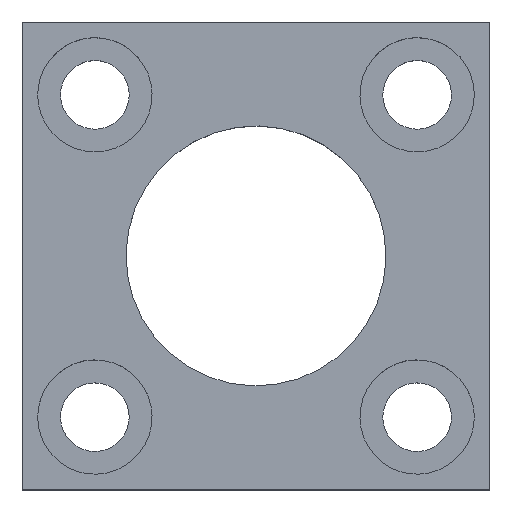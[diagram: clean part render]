
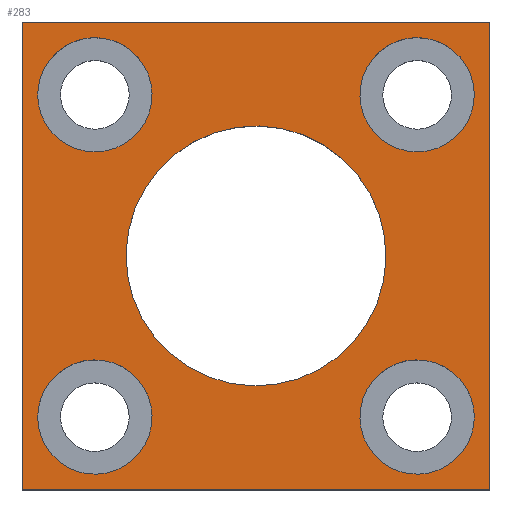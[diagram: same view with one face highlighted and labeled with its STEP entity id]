
A CAD part, top view. The second image highlights one B-rep face of the part: STEP entity #283.
In plain terms, the highlighted planar face has unit normal (0, 0, 1).
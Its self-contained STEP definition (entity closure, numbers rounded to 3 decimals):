
#130=CARTESIAN_POINT('Axis2P3D Location',(0.,0.,0.)) ;
#134=CARTESIAN_POINT('Vertex',(10.97,5.993,0.)) ;
#136=CARTESIAN_POINT('Vertex',(-10.97,-5.993,0.)) ;
#156=CARTESIAN_POINT('Axis2P3D Location',(0.,0.,0.)) ;
#168=CARTESIAN_POINT('Axis2P3D Location',(0.,0.,0.)) ;
#173=CARTESIAN_POINT('Line Origine',(-22.5,0.,0.)) ;
#177=CARTESIAN_POINT('Vertex',(-22.5,22.5,0.)) ;
#179=CARTESIAN_POINT('Vertex',(-22.5,-22.5,0.)) ;
#182=CARTESIAN_POINT('Line Origine',(0.,-22.5,0.)) ;
#186=CARTESIAN_POINT('Vertex',(22.5,-22.5,0.)) ;
#189=CARTESIAN_POINT('Line Origine',(22.5,0.,0.)) ;
#193=CARTESIAN_POINT('Vertex',(22.5,22.5,0.)) ;
#196=CARTESIAN_POINT('Line Origine',(0.,22.5,0.)) ;
#211=CARTESIAN_POINT('Axis2P3D Location',(15.5,-15.5,0.)) ;
#215=CARTESIAN_POINT('Vertex',(10.673,-12.863,0.)) ;
#217=CARTESIAN_POINT('Vertex',(20.327,-18.137,0.)) ;
#220=CARTESIAN_POINT('Axis2P3D Location',(15.5,-15.5,0.)) ;
#229=CARTESIAN_POINT('Axis2P3D Location',(-15.5,-15.5,0.)) ;
#233=CARTESIAN_POINT('Vertex',(-10.673,-18.137,0.)) ;
#235=CARTESIAN_POINT('Vertex',(-20.327,-12.863,0.)) ;
#238=CARTESIAN_POINT('Axis2P3D Location',(-15.5,-15.5,0.)) ;
#247=CARTESIAN_POINT('Axis2P3D Location',(-15.5,15.5,0.)) ;
#251=CARTESIAN_POINT('Vertex',(-10.673,12.863,0.)) ;
#253=CARTESIAN_POINT('Vertex',(-20.327,18.137,0.)) ;
#256=CARTESIAN_POINT('Axis2P3D Location',(-15.5,15.5,0.)) ;
#265=CARTESIAN_POINT('Axis2P3D Location',(15.5,15.5,0.)) ;
#269=CARTESIAN_POINT('Vertex',(20.327,12.863,0.)) ;
#271=CARTESIAN_POINT('Vertex',(10.673,18.137,0.)) ;
#274=CARTESIAN_POINT('Axis2P3D Location',(15.5,15.5,0.)) ;
#131=DIRECTION('Axis2P3D Direction',(0.,-0.,1.)) ;
#157=DIRECTION('Axis2P3D Direction',(0.,-0.,1.)) ;
#169=DIRECTION('Axis2P3D Direction',(0.,0.,1.)) ;
#170=DIRECTION('Axis2P3D XDirection',(1.,0.,0.)) ;
#174=DIRECTION('Vector Direction',(0.,-1.,0.)) ;
#183=DIRECTION('Vector Direction',(-1.,0.,0.)) ;
#190=DIRECTION('Vector Direction',(0.,1.,0.)) ;
#197=DIRECTION('Vector Direction',(1.,0.,0.)) ;
#212=DIRECTION('Axis2P3D Direction',(0.,0.,1.)) ;
#221=DIRECTION('Axis2P3D Direction',(0.,0.,1.)) ;
#230=DIRECTION('Axis2P3D Direction',(0.,0.,1.)) ;
#239=DIRECTION('Axis2P3D Direction',(0.,0.,1.)) ;
#248=DIRECTION('Axis2P3D Direction',(0.,0.,1.)) ;
#257=DIRECTION('Axis2P3D Direction',(0.,0.,1.)) ;
#266=DIRECTION('Axis2P3D Direction',(0.,0.,1.)) ;
#275=DIRECTION('Axis2P3D Direction',(0.,0.,1.)) ;
#132=AXIS2_PLACEMENT_3D('Circle Axis2P3D',#130,#131,$) ;
#158=AXIS2_PLACEMENT_3D('Circle Axis2P3D',#156,#157,$) ;
#171=AXIS2_PLACEMENT_3D('Plane Axis2P3D',#168,#169,#170) ;
#213=AXIS2_PLACEMENT_3D('Circle Axis2P3D',#211,#212,$) ;
#222=AXIS2_PLACEMENT_3D('Circle Axis2P3D',#220,#221,$) ;
#231=AXIS2_PLACEMENT_3D('Circle Axis2P3D',#229,#230,$) ;
#240=AXIS2_PLACEMENT_3D('Circle Axis2P3D',#238,#239,$) ;
#249=AXIS2_PLACEMENT_3D('Circle Axis2P3D',#247,#248,$) ;
#258=AXIS2_PLACEMENT_3D('Circle Axis2P3D',#256,#257,$) ;
#267=AXIS2_PLACEMENT_3D('Circle Axis2P3D',#265,#266,$) ;
#276=AXIS2_PLACEMENT_3D('Circle Axis2P3D',#274,#275,$) ;
#202=ORIENTED_EDGE('',*,*,#181,.T.) ;
#203=ORIENTED_EDGE('',*,*,#188,.T.) ;
#204=ORIENTED_EDGE('',*,*,#195,.T.) ;
#205=ORIENTED_EDGE('',*,*,#200,.T.) ;
#208=ORIENTED_EDGE('',*,*,#138,.F.) ;
#209=ORIENTED_EDGE('',*,*,#160,.F.) ;
#226=ORIENTED_EDGE('',*,*,#219,.F.) ;
#227=ORIENTED_EDGE('',*,*,#224,.F.) ;
#244=ORIENTED_EDGE('',*,*,#237,.F.) ;
#245=ORIENTED_EDGE('',*,*,#242,.F.) ;
#262=ORIENTED_EDGE('',*,*,#255,.F.) ;
#263=ORIENTED_EDGE('',*,*,#260,.F.) ;
#280=ORIENTED_EDGE('',*,*,#273,.F.) ;
#281=ORIENTED_EDGE('',*,*,#278,.F.) ;
#210=FACE_BOUND('',#207,.T.) ;
#228=FACE_BOUND('',#225,.T.) ;
#246=FACE_BOUND('',#243,.T.) ;
#264=FACE_BOUND('',#261,.T.) ;
#282=FACE_BOUND('',#279,.T.) ;
#175=VECTOR('Line Direction',#174,1.) ;
#184=VECTOR('Line Direction',#183,1.) ;
#191=VECTOR('Line Direction',#190,1.) ;
#198=VECTOR('Line Direction',#197,1.) ;
#283=ADVANCED_FACE('PartBody',(#206,#210,#228,#246,#264,#282),#172,.T.) ;
#133=CIRCLE('generated circle',#132,12.5) ;
#159=CIRCLE('generated circle',#158,12.5) ;
#214=CIRCLE('generated circle',#213,5.5) ;
#223=CIRCLE('generated circle',#222,5.5) ;
#232=CIRCLE('generated circle',#231,5.5) ;
#241=CIRCLE('generated circle',#240,5.5) ;
#250=CIRCLE('generated circle',#249,5.5) ;
#259=CIRCLE('generated circle',#258,5.5) ;
#268=CIRCLE('generated circle',#267,5.5) ;
#277=CIRCLE('generated circle',#276,5.5) ;
#138=EDGE_CURVE('',#135,#137,#133,.T.) ;
#160=EDGE_CURVE('',#137,#135,#159,.T.) ;
#181=EDGE_CURVE('',#178,#180,#176,.T.) ;
#188=EDGE_CURVE('',#180,#187,#185,.F.) ;
#195=EDGE_CURVE('',#187,#194,#192,.T.) ;
#200=EDGE_CURVE('',#194,#178,#199,.F.) ;
#219=EDGE_CURVE('',#216,#218,#214,.T.) ;
#224=EDGE_CURVE('',#218,#216,#223,.T.) ;
#237=EDGE_CURVE('',#234,#236,#232,.T.) ;
#242=EDGE_CURVE('',#236,#234,#241,.T.) ;
#255=EDGE_CURVE('',#252,#254,#250,.T.) ;
#260=EDGE_CURVE('',#254,#252,#259,.T.) ;
#273=EDGE_CURVE('',#270,#272,#268,.T.) ;
#278=EDGE_CURVE('',#272,#270,#277,.T.) ;
#201=EDGE_LOOP('',(#202,#203,#204,#205)) ;
#207=EDGE_LOOP('',(#208,#209)) ;
#225=EDGE_LOOP('',(#226,#227)) ;
#243=EDGE_LOOP('',(#244,#245)) ;
#261=EDGE_LOOP('',(#262,#263)) ;
#279=EDGE_LOOP('',(#280,#281)) ;
#206=FACE_OUTER_BOUND('',#201,.T.) ;
#176=LINE('Line',#173,#175) ;
#185=LINE('Line',#182,#184) ;
#192=LINE('Line',#189,#191) ;
#199=LINE('Line',#196,#198) ;
#172=PLANE('Plane',#171) ;
#135=VERTEX_POINT('',#134) ;
#137=VERTEX_POINT('',#136) ;
#178=VERTEX_POINT('',#177) ;
#180=VERTEX_POINT('',#179) ;
#187=VERTEX_POINT('',#186) ;
#194=VERTEX_POINT('',#193) ;
#216=VERTEX_POINT('',#215) ;
#218=VERTEX_POINT('',#217) ;
#234=VERTEX_POINT('',#233) ;
#236=VERTEX_POINT('',#235) ;
#252=VERTEX_POINT('',#251) ;
#254=VERTEX_POINT('',#253) ;
#270=VERTEX_POINT('',#269) ;
#272=VERTEX_POINT('',#271) ;
